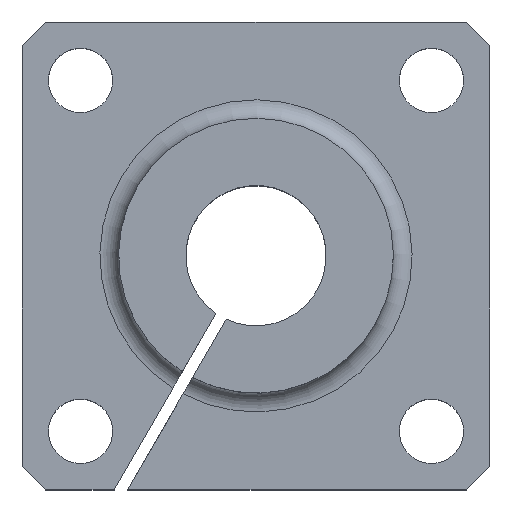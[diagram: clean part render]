
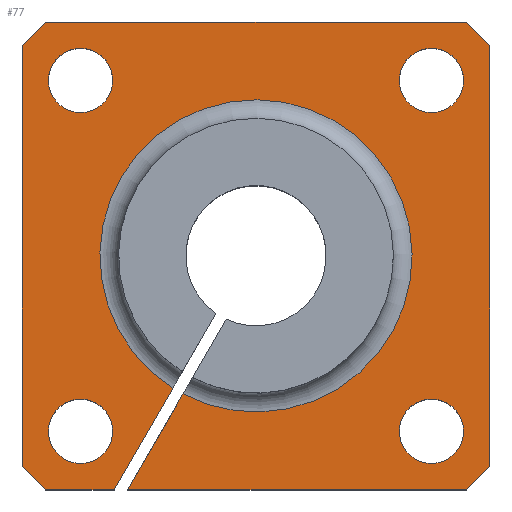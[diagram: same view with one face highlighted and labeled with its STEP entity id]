
A CAD part, top view. The second image highlights one B-rep face of the part: STEP entity #77.
In plain terms, the highlighted planar face has unit normal (0, 0, 1).
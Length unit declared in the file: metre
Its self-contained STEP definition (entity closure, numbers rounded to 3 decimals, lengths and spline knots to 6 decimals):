
#77 = ADVANCED_FACE( '', ( #171, #172, #173, #174, #175 ), #176, .T. );
#171 = FACE_OUTER_BOUND( '', #295, .T. );
#172 = FACE_BOUND( '', #296, .T. );
#173 = FACE_BOUND( '', #297, .T. );
#174 = FACE_BOUND( '', #298, .T. );
#175 = FACE_BOUND( '', #299, .T. );
#176 = PLANE( '', #300 );
#295 = EDGE_LOOP( '', ( #470, #471, #472, #473, #474, #475, #476, #477, #478, #479, #480, #481 ) );
#296 = EDGE_LOOP( '', ( #482 ) );
#297 = EDGE_LOOP( '', ( #483 ) );
#298 = EDGE_LOOP( '', ( #484 ) );
#299 = EDGE_LOOP( '', ( #485 ) );
#300 = AXIS2_PLACEMENT_3D( '', #486, #487, #488 );
#470 = ORIENTED_EDGE( '', *, *, #711, .F. );
#471 = ORIENTED_EDGE( '', *, *, #688, .T. );
#472 = ORIENTED_EDGE( '', *, *, #683, .T. );
#473 = ORIENTED_EDGE( '', *, *, #715, .T. );
#474 = ORIENTED_EDGE( '', *, *, #695, .T. );
#475 = ORIENTED_EDGE( '', *, *, #680, .T. );
#476 = ORIENTED_EDGE( '', *, *, #716, .T. );
#477 = ORIENTED_EDGE( '', *, *, #717, .T. );
#478 = ORIENTED_EDGE( '', *, *, #718, .T. );
#479 = ORIENTED_EDGE( '', *, *, #719, .T. );
#480 = ORIENTED_EDGE( '', *, *, #720, .F. );
#481 = ORIENTED_EDGE( '', *, *, #701, .T. );
#482 = ORIENTED_EDGE( '', *, *, #721, .T. );
#483 = ORIENTED_EDGE( '', *, *, #722, .T. );
#484 = ORIENTED_EDGE( '', *, *, #723, .T. );
#485 = ORIENTED_EDGE( '', *, *, #724, .T. );
#486 = CARTESIAN_POINT( '', ( -0.02, -0.02, 0.006 ) );
#487 = DIRECTION( '', ( 0., 0., 1. ) );
#488 = DIRECTION( '', ( 1., 0., 0. ) );
#680 = EDGE_CURVE( '', #801, #799, #802, .T. );
#683 = EDGE_CURVE( '', #805, #806, #807, .F. );
#688 = EDGE_CURVE( '', #814, #805, #815, .T. );
#695 = EDGE_CURVE( '', #824, #801, #825, .F. );
#701 = EDGE_CURVE( '', #835, #833, #836, .F. );
#711 = EDGE_CURVE( '', #814, #833, #851, .T. );
#715 = EDGE_CURVE( '', #806, #824, #856, .T. );
#716 = EDGE_CURVE( '', #799, #857, #858, .F. );
#717 = EDGE_CURVE( '', #857, #859, #860, .T. );
#718 = EDGE_CURVE( '', #859, #861, #862, .F. );
#719 = EDGE_CURVE( '', #861, #863, #864, .T. );
#720 = EDGE_CURVE( '', #835, #863, #865, .T. );
#721 = EDGE_CURVE( '', #866, #866, #867, .T. );
#722 = EDGE_CURVE( '', #868, #868, #869, .T. );
#723 = EDGE_CURVE( '', #870, #870, #871, .T. );
#724 = EDGE_CURVE( '', #872, #872, #873, .T. );
#799 = VERTEX_POINT( '', #973 );
#801 = VERTEX_POINT( '', #976 );
#802 = LINE( '', #977, #978 );
#805 = VERTEX_POINT( '', #982 );
#806 = VERTEX_POINT( '', #983 );
#807 = LINE( '', #984, #985 );
#814 = VERTEX_POINT( '', #995 );
#815 = LINE( '', #996, #997 );
#824 = VERTEX_POINT( '', #1010 );
#825 = LINE( '', #1011, #1012 );
#833 = VERTEX_POINT( '', #1022 );
#835 = VERTEX_POINT( '', #1037 );
#836 = CIRCLE( '', #1038, 0.01335 );
#851 = LINE( '', #1072, #1073 );
#856 = LINE( '', #1080, #1081 );
#857 = VERTEX_POINT( '', #1082 );
#858 = LINE( '', #1083, #1084 );
#859 = VERTEX_POINT( '', #1085 );
#860 = LINE( '', #1086, #1087 );
#861 = VERTEX_POINT( '', #1088 );
#862 = LINE( '', #1089, #1090 );
#863 = VERTEX_POINT( '', #1091 );
#864 = LINE( '', #1092, #1093 );
#865 = LINE( '', #1094, #1095 );
#866 = VERTEX_POINT( '', #1096 );
#867 = CIRCLE( '', #1097, 0.00275 );
#868 = VERTEX_POINT( '', #1098 );
#869 = CIRCLE( '', #1099, 0.00275 );
#870 = VERTEX_POINT( '', #1100 );
#871 = CIRCLE( '', #1101, 0.00275 );
#872 = VERTEX_POINT( '', #1102 );
#873 = CIRCLE( '', #1103, 0.00275 );
#973 = CARTESIAN_POINT( '', ( -0.018, 0.02, 0.006 ) );
#976 = CARTESIAN_POINT( '', ( 0.018, 0.02, 0.006 ) );
#977 = CARTESIAN_POINT( '', ( 0.02, 0.02, 0.006 ) );
#978 = VECTOR( '', #1198, 1. );
#982 = CARTESIAN_POINT( '', ( 0.018, -0.02, 0.006 ) );
#983 = CARTESIAN_POINT( '', ( 0.02, -0.018, 0.006 ) );
#984 = CARTESIAN_POINT( '', ( -0.001, -0.039, 0.006 ) );
#985 = VECTOR( '', #1200, 1. );
#995 = CARTESIAN_POINT( '', ( -0.01097, -0.02, 0.006 ) );
#996 = CARTESIAN_POINT( '', ( -0.02, -0.02, 0.006 ) );
#997 = VECTOR( '', #1204, 1. );
#1010 = CARTESIAN_POINT( '', ( 0.02, 0.018, 0.006 ) );
#1011 = CARTESIAN_POINT( '', ( 0.019, 0.019, 0.006 ) );
#1012 = VECTOR( '', #1209, 1. );
#1022 = CARTESIAN_POINT( '', ( -0.006237, -0.011803, 0.006 ) );
#1037 = CARTESIAN_POINT( '', ( -0.007103, -0.011303, 0.006 ) );
#1038 = AXIS2_PLACEMENT_3D( '', #1215, #1216, #1217 );
#1072 = CARTESIAN_POINT( '', ( -0.013227, -0.02391, 0.006 ) );
#1073 = VECTOR( '', #1224, 1. );
#1080 = CARTESIAN_POINT( '', ( 0.02, -0.02, 0.006 ) );
#1081 = VECTOR( '', #1227, 1. );
#1082 = CARTESIAN_POINT( '', ( -0.02, 0.018, 0.006 ) );
#1083 = CARTESIAN_POINT( '', ( -0.039, -0.001, 0.006 ) );
#1084 = VECTOR( '', #1228, 1. );
#1085 = CARTESIAN_POINT( '', ( -0.02, -0.018, 0.006 ) );
#1086 = CARTESIAN_POINT( '', ( -0.02, 0.02, 0.006 ) );
#1087 = VECTOR( '', #1229, 1. );
#1088 = CARTESIAN_POINT( '', ( -0.018, -0.02, 0.006 ) );
#1089 = CARTESIAN_POINT( '', ( -0.019, -0.019, 0.006 ) );
#1090 = VECTOR( '', #1230, 1. );
#1091 = CARTESIAN_POINT( '', ( -0.012124, -0.02, 0.006 ) );
#1092 = CARTESIAN_POINT( '', ( -0.02, -0.02, 0.006 ) );
#1093 = VECTOR( '', #1231, 1. );
#1094 = CARTESIAN_POINT( '', ( -0.014093, -0.02341, 0.006 ) );
#1095 = VECTOR( '', #1232, 1. );
#1096 = CARTESIAN_POINT( '', ( 0.015, -0.01225, 0.006 ) );
#1097 = AXIS2_PLACEMENT_3D( '', #1233, #1234, #1235 );
#1098 = CARTESIAN_POINT( '', ( -0.015, 0.01775, 0.006 ) );
#1099 = AXIS2_PLACEMENT_3D( '', #1236, #1237, #1238 );
#1100 = CARTESIAN_POINT( '', ( 0.015, 0.01775, 0.006 ) );
#1101 = AXIS2_PLACEMENT_3D( '', #1239, #1240, #1241 );
#1102 = CARTESIAN_POINT( '', ( -0.015, -0.01225, 0.006 ) );
#1103 = AXIS2_PLACEMENT_3D( '', #1242, #1243, #1244 );
#1198 = DIRECTION( '', ( -1., 0., 0. ) );
#1200 = DIRECTION( '', ( -0.707, -0.707, 0. ) );
#1204 = DIRECTION( '', ( 1., 0., 0. ) );
#1209 = DIRECTION( '', ( 0.707, -0.707, 0. ) );
#1215 = CARTESIAN_POINT( '', ( 0., 0., 0.006 ) );
#1216 = DIRECTION( '', ( 0., 0., 1. ) );
#1217 = DIRECTION( '', ( 1., 0., 0. ) );
#1224 = DIRECTION( '', ( 0.5, 0.866, 0. ) );
#1227 = DIRECTION( '', ( 0., 1., 0. ) );
#1228 = DIRECTION( '', ( 0.707, 0.707, 0. ) );
#1229 = DIRECTION( '', ( 0., -1., 0. ) );
#1230 = DIRECTION( '', ( -0.707, 0.707, 0. ) );
#1231 = DIRECTION( '', ( 1., 0., 0. ) );
#1232 = DIRECTION( '', ( -0.5, -0.866, 0. ) );
#1233 = CARTESIAN_POINT( '', ( 0.015, -0.015, 0.006 ) );
#1234 = DIRECTION( '', ( 0., 0., -1. ) );
#1235 = DIRECTION( '', ( 0., 1., 0. ) );
#1236 = CARTESIAN_POINT( '', ( -0.015, 0.015, 0.006 ) );
#1237 = DIRECTION( '', ( 0., 0., -1. ) );
#1238 = DIRECTION( '', ( 0., 1., 0. ) );
#1239 = CARTESIAN_POINT( '', ( 0.015, 0.015, 0.006 ) );
#1240 = DIRECTION( '', ( 0., 0., -1. ) );
#1241 = DIRECTION( '', ( 0., 1., 0. ) );
#1242 = CARTESIAN_POINT( '', ( -0.015, -0.015, 0.006 ) );
#1243 = DIRECTION( '', ( 0., 0., -1. ) );
#1244 = DIRECTION( '', ( 0., 1., 0. ) );
